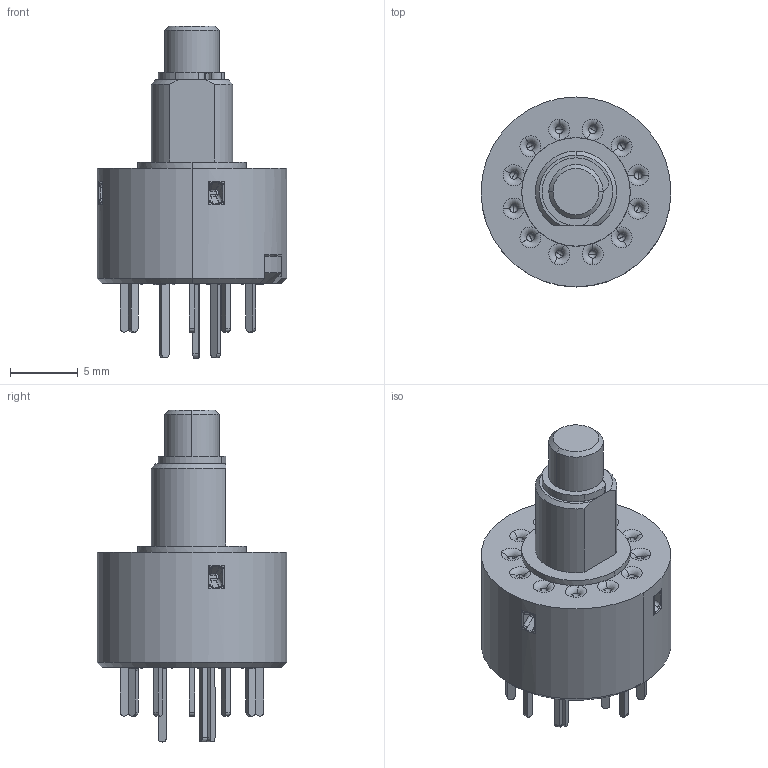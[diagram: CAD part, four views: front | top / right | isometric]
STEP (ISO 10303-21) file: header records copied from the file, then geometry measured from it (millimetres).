
FILE_DESCRIPTION (( 'STEP AP214' ), '1' );
FILE_NAME ('3ﾏ3ﾍ 11.step', '2024-10-16T03:52:16', ( '' ), ( '' ), 'SwSTEP 2.0', 'SolidWorks 2018', '' );
FILE_SCHEMA (( 'AUTOMOTIVE_DESIGN' ));
Length unit declared in the file: millimetre
Products named in the file (1): 3ﾏ3ﾍ 11
Bounding box: 14 x 14 x 24.48 mm (x, y, z)
Surface area: 1300.5 mm2 (no closed solid volume)
Topology: 0 solids, 21 shells, 359 faces, 1230 edges, 856 vertices
Faces by surface type: plane 150, cylinder 99, torus 40, bspline 28, sphere 24, cone 18
Entity records: 18180 total; most frequent: CARTESIAN_POINT 3966, DIRECTION 2142, ORIENTED_EDGE 2016, EDGE_CURVE 1222, VERTEX_POINT 856, AXIS2_PLACEMENT_3D 755, LINE 632, VECTOR 632
